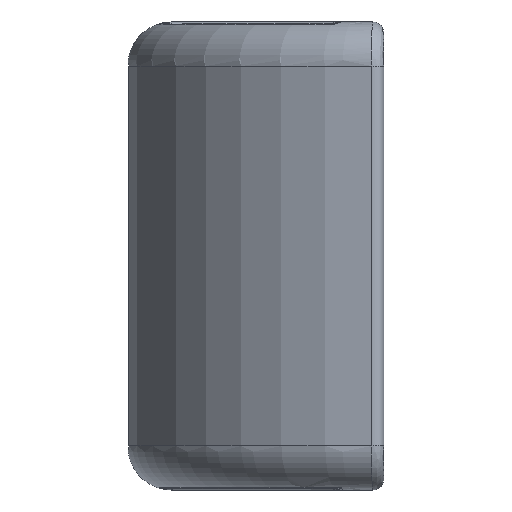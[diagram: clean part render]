
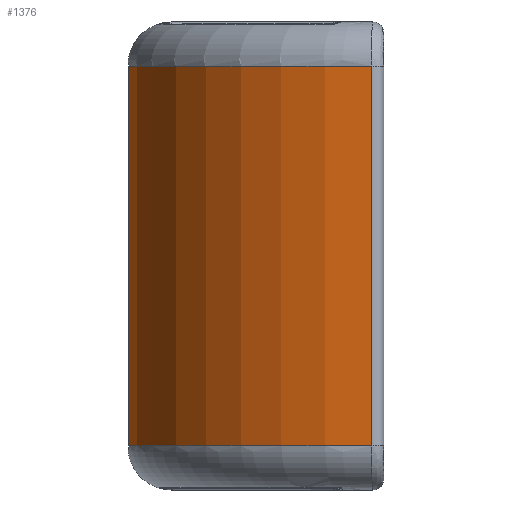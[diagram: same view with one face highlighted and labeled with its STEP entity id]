
A CAD part, left-side view. The second image highlights one B-rep face of the part: STEP entity #1376.
In plain terms, the highlighted cylindrical face has radius 50 mm (diameter 100 mm), a partial arc.
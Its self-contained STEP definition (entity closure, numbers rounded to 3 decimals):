
#99=LINE('',#3661,#141);
#100=LINE('',#3741,#142);
#141=VECTOR('',#1879,10.);
#142=VECTOR('',#1892,10.);
#172=CYLINDRICAL_SURFACE('',#1555,50.);
#258=FACE_OUTER_BOUND('',#364,.T.);
#364=EDGE_LOOP('',(#1204,#1205,#1206,#1207));
#450=CIRCLE('',#1528,50.);
#462=CIRCLE('',#1549,50.);
#631=VERTEX_POINT('',#3567);
#632=VERTEX_POINT('',#3574);
#636=VERTEX_POINT('',#3651);
#637=VERTEX_POINT('',#3739);
#810=EDGE_CURVE('',#631,#632,#450,.T.);
#824=EDGE_CURVE('',#636,#631,#99,.T.);
#829=EDGE_CURVE('',#632,#637,#100,.T.);
#831=EDGE_CURVE('',#637,#636,#462,.T.);
#1204=ORIENTED_EDGE('',*,*,#829,.F.);
#1205=ORIENTED_EDGE('',*,*,#810,.F.);
#1206=ORIENTED_EDGE('',*,*,#824,.F.);
#1207=ORIENTED_EDGE('',*,*,#831,.F.);
#1376=ADVANCED_FACE('',(#258),#172,.T.);
#1528=AXIS2_PLACEMENT_3D('',#3575,#1847,#1848);
#1549=AXIS2_PLACEMENT_3D('',#3785,#1895,#1896);
#1555=AXIS2_PLACEMENT_3D('',#3797,#1907,#1908);
#1847=DIRECTION('center_axis',(0.,0.,1.));
#1848=DIRECTION('ref_axis',(0.,1.,0.));
#1879=DIRECTION('',(0.,0.,1.));
#1892=DIRECTION('',(0.,0.,-1.));
#1895=DIRECTION('center_axis',(0.,0.,-1.));
#1896=DIRECTION('ref_axis',(0.,1.,0.));
#1907=DIRECTION('center_axis',(0.,0.,1.));
#1908=DIRECTION('ref_axis',(0.995,0.1,0.));
#3567=CARTESIAN_POINT('',(49.671,5.729,77.));
#3574=CARTESIAN_POINT('',(-49.671,5.729,77.));
#3575=CARTESIAN_POINT('Origin',(0.,0.,77.));
#3651=CARTESIAN_POINT('',(49.671,5.729,8.));
#3661=CARTESIAN_POINT('',(49.671,5.729,0.));
#3739=CARTESIAN_POINT('',(-49.671,5.729,8.));
#3741=CARTESIAN_POINT('',(-49.671,5.729,0.));
#3785=CARTESIAN_POINT('Origin',(0.,0.,8.));
#3797=CARTESIAN_POINT('Origin',(0.,0.,0.));
